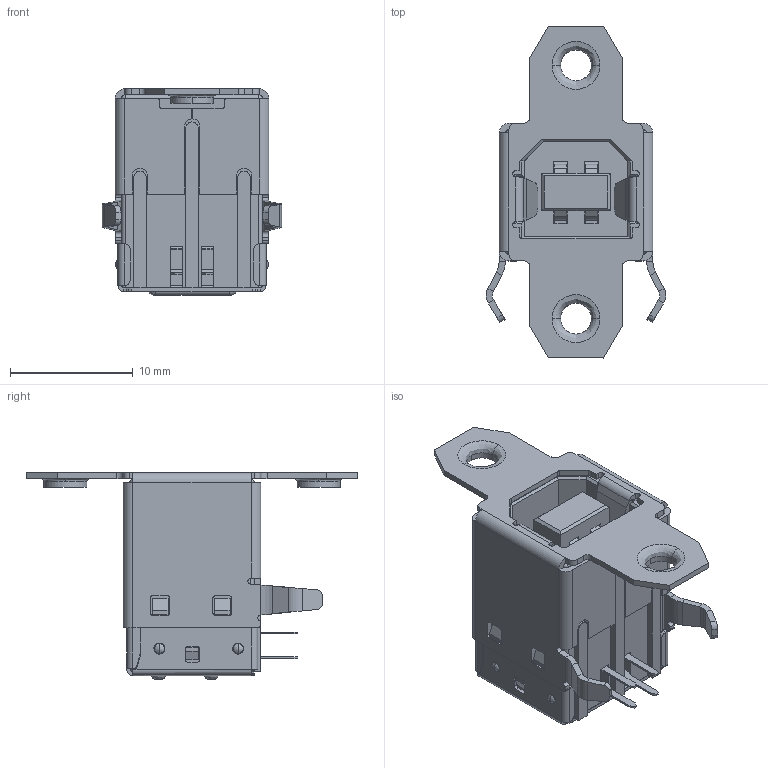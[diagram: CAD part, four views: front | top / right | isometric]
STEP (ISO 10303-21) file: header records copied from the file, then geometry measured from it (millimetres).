
FILE_DESCRIPTION (( 'STEP AP214' ), '1' );
FILE_NAME ('UC-B-PMT.STEP', '2012-11-15T20:00:20', ( 'x' ), ( '' ), 'SwSTEP 2.0', 'SolidWorks 2012', '' );
FILE_SCHEMA (( 'AUTOMOTIVE_DESIGN' ));
Length unit declared in the file: inch
Products named in the file (4): 1AA05-039-MA3; 1AA05-039-MA2; 1AA05-039-MA1; UC-B-PMT
Assembly tree (3 placements, depth 2):
  UC-B-PMT
    1AA05-039-MA1
    1AA05-039-MA2
    1AA05-039-MA3
Bounding box: 14.6 x 27 x 16.8 mm (x, y, z)
Volume: 1465.7 mm3; surface area: 3756.2 mm2
Topology: 3 solids, 3 shells, 700 faces, 1930 edges, 1214 vertices
Faces by surface type: plane 417, cylinder 209, bspline 74
Entity records: 24520 total; most frequent: CARTESIAN_POINT 5646, ORIENTED_EDGE 3828, DIRECTION 3522, EDGE_CURVE 1914, VECTOR 1374, LINE 1374, VERTEX_POINT 1214, AXIS2_PLACEMENT_3D 1074
